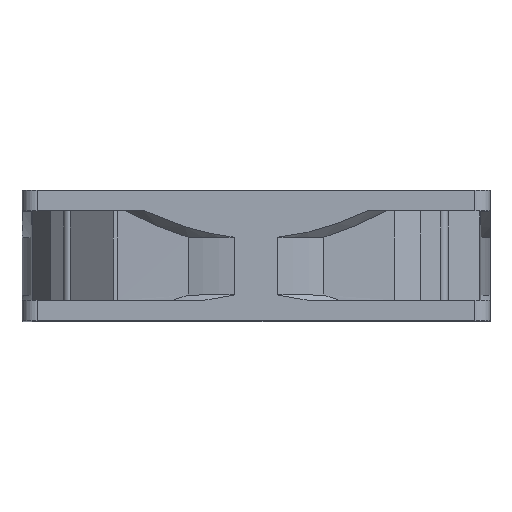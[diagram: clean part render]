
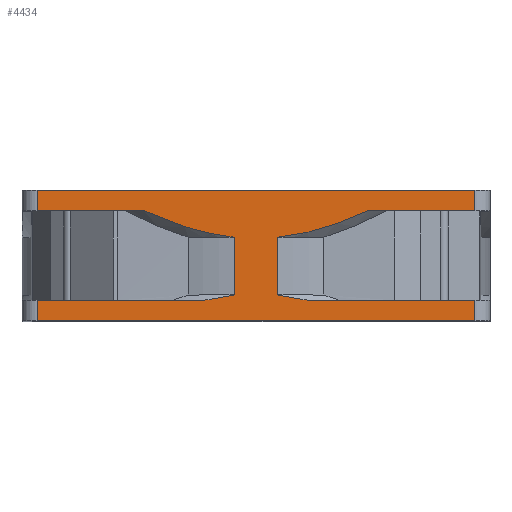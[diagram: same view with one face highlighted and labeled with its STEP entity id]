
A CAD part, top view. The second image highlights one B-rep face of the part: STEP entity #4434.
In plain terms, the highlighted planar face has unit normal (0, 0, 1).
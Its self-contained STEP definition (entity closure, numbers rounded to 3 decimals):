
#387=DIRECTION('',(1.,0.,0.));
#388=VECTOR('',#387,86.);
#389=CARTESIAN_POINT('',(-43.,-25.6,46.));
#390=LINE('',#389,#388);
#770=DIRECTION('',(0.,1.,0.));
#771=VECTOR('',#770,4.);
#772=CARTESIAN_POINT('',(43.,-25.6,46.));
#773=LINE('',#772,#771);
#797=DIRECTION('',(-1.,0.,0.));
#798=VECTOR('',#797,32.772);
#799=CARTESIAN_POINT('',(43.,-21.6,46.));
#800=LINE('',#799,#798);
#899=DIRECTION('',(1.,0.,0.));
#900=VECTOR('',#899,20.985);
#901=CARTESIAN_POINT('',(22.015,-4.,46.));
#902=LINE('',#901,#900);
#965=CARTESIAN_POINT('',(10.228,-21.6,46.));
#966=CARTESIAN_POINT('',(9.558,-21.434,46.));
#967=CARTESIAN_POINT('',(8.225,-21.134,46.));
#968=CARTESIAN_POINT('',(6.25,-20.784,46.));
#969=CARTESIAN_POINT('',(4.944,-20.614,46.));
#970=CARTESIAN_POINT('',(4.294,-20.545,46.));
#981=DIRECTION('',(0.,1.,0.));
#982=VECTOR('',#981,11.359);
#983=CARTESIAN_POINT('',(4.294,-20.545,46.));
#984=LINE('',#983,#982);
#990=CARTESIAN_POINT('',(4.294,-9.186,46.));
#991=CARTESIAN_POINT('',(5.665,-9.048,46.));
#992=CARTESIAN_POINT('',(8.452,-8.646,46.));
#993=CARTESIAN_POINT('',(13.09,-7.495,46.));
#994=CARTESIAN_POINT('',(17.219,-6.092,46.));
#995=CARTESIAN_POINT('',(20.392,-4.758,46.));
#996=CARTESIAN_POINT('',(22.015,-4.,46.));
#998=DIRECTION('',(0.,1.,0.));
#999=VECTOR('',#998,4.);
#1000=CARTESIAN_POINT('',(43.,-4.,46.));
#1001=LINE('',#1000,#999);
#1027=DIRECTION('',(-1.,0.,0.));
#1028=VECTOR('',#1027,86.);
#1029=CARTESIAN_POINT('',(43.,0.,46.));
#1030=LINE('',#1029,#1028);
#1476=DIRECTION('',(0.,-1.,0.));
#1477=VECTOR('',#1476,4.);
#1478=CARTESIAN_POINT('',(-43.,0.,46.));
#1479=LINE('',#1478,#1477);
#1534=DIRECTION('',(1.,0.,0.));
#1535=VECTOR('',#1534,20.985);
#1536=CARTESIAN_POINT('',(-43.,-4.,46.));
#1537=LINE('',#1536,#1535);
#1568=CARTESIAN_POINT('',(-22.015,-4.,46.));
#1569=CARTESIAN_POINT('',(-20.385,-4.761,46.));
#1570=CARTESIAN_POINT('',(-17.202,-6.099,46.));
#1571=CARTESIAN_POINT('',(-13.071,-7.5,46.));
#1572=CARTESIAN_POINT('',(-8.435,-8.649,46.));
#1573=CARTESIAN_POINT('',(-5.657,-9.049,46.));
#1574=CARTESIAN_POINT('',(-4.294,-9.186,46.));
#1581=DIRECTION('',(0.,-1.,0.));
#1582=VECTOR('',#1581,11.359);
#1583=CARTESIAN_POINT('',(-4.294,-9.186,46.));
#1584=LINE('',#1583,#1582);
#1597=CARTESIAN_POINT('',(-4.294,-20.545,46.));
#1598=CARTESIAN_POINT('',(-4.944,-20.614,46.));
#1599=CARTESIAN_POINT('',(-6.25,-20.784,46.));
#1600=CARTESIAN_POINT('',(-8.225,-21.134,46.));
#1601=CARTESIAN_POINT('',(-9.558,-21.434,46.));
#1602=CARTESIAN_POINT('',(-10.228,-21.6,46.));
#1614=DIRECTION('',(-1.,0.,0.));
#1615=VECTOR('',#1614,32.772);
#1616=CARTESIAN_POINT('',(-10.228,-21.6,46.));
#1617=LINE('',#1616,#1615);
#1673=DIRECTION('',(0.,-1.,0.));
#1674=VECTOR('',#1673,4.);
#1675=CARTESIAN_POINT('',(-43.,-21.6,46.));
#1676=LINE('',#1675,#1674);
#2864=CARTESIAN_POINT('',(22.015,-4.,46.));
#2865=VERTEX_POINT('',#2864);
#2866=CARTESIAN_POINT('',(43.,-4.,46.));
#2867=VERTEX_POINT('',#2866);
#2898=CARTESIAN_POINT('',(-43.,-4.,46.));
#2899=VERTEX_POINT('',#2898);
#2900=CARTESIAN_POINT('',(-22.015,-4.,46.));
#2901=VERTEX_POINT('',#2900);
#2932=CARTESIAN_POINT('',(43.,0.,46.));
#2933=VERTEX_POINT('',#2932);
#2934=CARTESIAN_POINT('',(-43.,0.,46.));
#2935=VERTEX_POINT('',#2934);
#3247=CARTESIAN_POINT('',(4.294,-9.186,46.));
#3248=VERTEX_POINT('',#3247);
#3249=VERTEX_POINT('',#1574);
#3261=CARTESIAN_POINT('',(4.294,-20.545,46.));
#3262=VERTEX_POINT('',#3261);
#3263=CARTESIAN_POINT('',(-4.294,-20.545,46.));
#3264=VERTEX_POINT('',#3263);
#3275=CARTESIAN_POINT('',(10.228,-21.6,46.));
#3276=VERTEX_POINT('',#3275);
#3277=VERTEX_POINT('',#1602);
#3321=CARTESIAN_POINT('',(43.,-21.6,46.));
#3322=VERTEX_POINT('',#3321);
#3329=CARTESIAN_POINT('',(-43.,-21.6,46.));
#3330=VERTEX_POINT('',#3329);
#3363=CARTESIAN_POINT('',(-43.,-25.6,46.));
#3364=VERTEX_POINT('',#3363);
#3365=CARTESIAN_POINT('',(43.,-25.6,46.));
#3366=VERTEX_POINT('',#3365);
#4397=CARTESIAN_POINT('',(-96.081,0.,46.));
#4398=DIRECTION('',(0.,0.,1.));
#4399=DIRECTION('',(1.,0.,0.));
#4400=AXIS2_PLACEMENT_3D('',#4397,#4398,#4399);
#4401=PLANE('',#4400);
#4403=ORIENTED_EDGE('',*,*,#4402,.F.);
#4404=ORIENTED_EDGE('',*,*,#4388,.F.);
#4405=ORIENTED_EDGE('',*,*,#4034,.F.);
#4407=ORIENTED_EDGE('',*,*,#4406,.F.);
#4409=ORIENTED_EDGE('',*,*,#4408,.F.);
#4411=ORIENTED_EDGE('',*,*,#4410,.F.);
#4413=ORIENTED_EDGE('',*,*,#4412,.F.);
#4415=ORIENTED_EDGE('',*,*,#4414,.F.);
#4417=ORIENTED_EDGE('',*,*,#4416,.F.);
#4419=ORIENTED_EDGE('',*,*,#4418,.F.);
#4421=ORIENTED_EDGE('',*,*,#4420,.F.);
#4423=ORIENTED_EDGE('',*,*,#4422,.F.);
#4425=ORIENTED_EDGE('',*,*,#4424,.F.);
#4427=ORIENTED_EDGE('',*,*,#4426,.F.);
#4429=ORIENTED_EDGE('',*,*,#4428,.F.);
#4431=ORIENTED_EDGE('',*,*,#4430,.F.);
#4432=EDGE_LOOP('',(#4403,#4404,#4405,#4407,#4409,#4411,#4413,#4415,#4417,#4419,
#4421,#4423,#4425,#4427,#4429,#4431));
#4433=FACE_OUTER_BOUND('',#4432,.F.);
#4434=ADVANCED_FACE('',(#4433),#4401,.T.);
#971=B_SPLINE_CURVE_WITH_KNOTS('',3,(#965,#966,#967,#968,#969,#970),
.UNSPECIFIED.,.F.,.F.,(4,1,1,4),(0.,0.333,0.667,1.),
.UNSPECIFIED.);
#997=B_SPLINE_CURVE_WITH_KNOTS('',3,(#990,#991,#992,#993,#994,#995,#996),
.UNSPECIFIED.,.F.,.F.,(4,1,1,1,4),(0.,0.25,0.5,0.75,1.),
.UNSPECIFIED.);
#1575=B_SPLINE_CURVE_WITH_KNOTS('',3,(#1568,#1569,#1570,#1571,#1572,#1573,
#1574),.UNSPECIFIED.,.F.,.F.,(4,1,1,1,4),(0.,0.25,0.5,0.75,1.),
.UNSPECIFIED.);
#1603=B_SPLINE_CURVE_WITH_KNOTS('',3,(#1597,#1598,#1599,#1600,#1601,#1602),
.UNSPECIFIED.,.F.,.F.,(4,1,1,4),(0.,0.333,0.667,1.),
.UNSPECIFIED.);
#4034=EDGE_CURVE('',#3364,#3366,#390,.T.);
#4388=EDGE_CURVE('',#3366,#3322,#773,.T.);
#4402=EDGE_CURVE('',#3322,#3276,#800,.T.);
#4406=EDGE_CURVE('',#3330,#3364,#1676,.T.);
#4408=EDGE_CURVE('',#3277,#3330,#1617,.T.);
#4410=EDGE_CURVE('',#3264,#3277,#1603,.T.);
#4412=EDGE_CURVE('',#3249,#3264,#1584,.T.);
#4414=EDGE_CURVE('',#2901,#3249,#1575,.T.);
#4416=EDGE_CURVE('',#2899,#2901,#1537,.T.);
#4418=EDGE_CURVE('',#2935,#2899,#1479,.T.);
#4420=EDGE_CURVE('',#2933,#2935,#1030,.T.);
#4422=EDGE_CURVE('',#2867,#2933,#1001,.T.);
#4424=EDGE_CURVE('',#2865,#2867,#902,.T.);
#4426=EDGE_CURVE('',#3248,#2865,#997,.T.);
#4428=EDGE_CURVE('',#3262,#3248,#984,.T.);
#4430=EDGE_CURVE('',#3276,#3262,#971,.T.);
